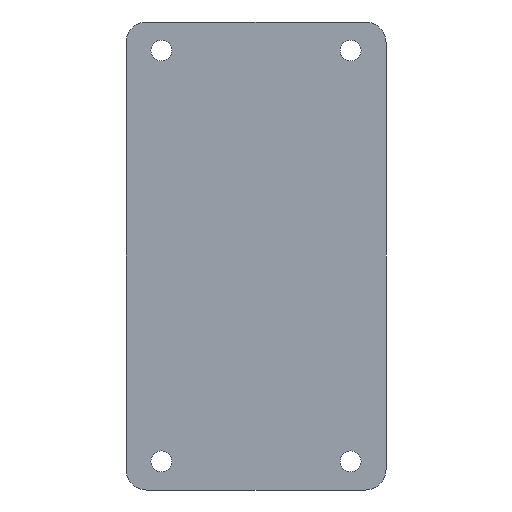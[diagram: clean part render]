
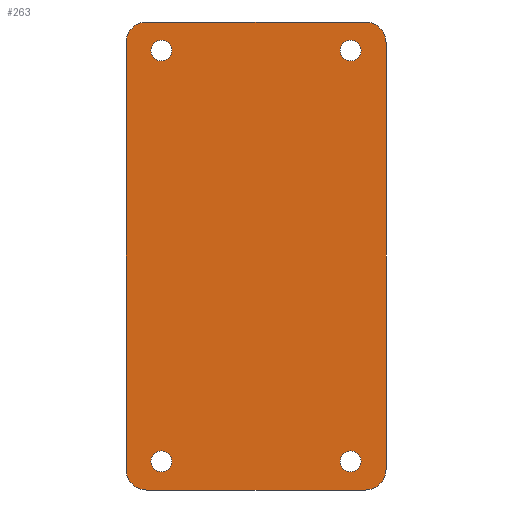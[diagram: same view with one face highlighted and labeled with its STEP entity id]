
A CAD part, front view. The second image highlights one B-rep face of the part: STEP entity #263.
In plain terms, the highlighted planar face has unit normal (0, -1, 0).
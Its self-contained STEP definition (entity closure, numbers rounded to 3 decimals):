
#15=FACE_BOUND('',#46,.T.);
#16=FACE_BOUND('',#47,.T.);
#17=FACE_BOUND('',#48,.T.);
#18=FACE_BOUND('',#49,.T.);
#24=PLANE('',#299);
#31=FACE_OUTER_BOUND('',#45,.T.);
#45=EDGE_LOOP('',(#189,#190,#191,#192,#193,#194,#195,#196));
#46=EDGE_LOOP('',(#197));
#47=EDGE_LOOP('',(#198));
#48=EDGE_LOOP('',(#199));
#49=EDGE_LOOP('',(#200));
#67=LINE('',#419,#87);
#70=LINE('',#425,#90);
#71=LINE('',#429,#91);
#72=LINE('',#433,#92);
#87=VECTOR('',#337,10.);
#90=VECTOR('',#342,10.);
#91=VECTOR('',#345,10.);
#92=VECTOR('',#348,10.);
#106=CIRCLE('',#297,2.);
#107=CIRCLE('',#300,2.);
#108=CIRCLE('',#301,2.);
#109=CIRCLE('',#302,2.);
#110=CIRCLE('',#303,1.);
#111=CIRCLE('',#304,1.);
#112=CIRCLE('',#305,1.);
#113=CIRCLE('',#306,1.);
#123=VERTEX_POINT('',#412);
#124=VERTEX_POINT('',#414);
#125=VERTEX_POINT('',#418);
#127=VERTEX_POINT('',#424);
#128=VERTEX_POINT('',#426);
#129=VERTEX_POINT('',#428);
#130=VERTEX_POINT('',#430);
#131=VERTEX_POINT('',#432);
#132=VERTEX_POINT('',#435);
#133=VERTEX_POINT('',#437);
#134=VERTEX_POINT('',#439);
#135=VERTEX_POINT('',#441);
#147=EDGE_CURVE('',#123,#124,#106,.T.);
#149=EDGE_CURVE('',#124,#125,#67,.T.);
#152=EDGE_CURVE('',#127,#123,#70,.T.);
#153=EDGE_CURVE('',#128,#127,#107,.T.);
#154=EDGE_CURVE('',#129,#128,#71,.T.);
#155=EDGE_CURVE('',#130,#129,#108,.T.);
#156=EDGE_CURVE('',#131,#130,#72,.T.);
#157=EDGE_CURVE('',#125,#131,#109,.T.);
#158=EDGE_CURVE('',#132,#132,#110,.T.);
#159=EDGE_CURVE('',#133,#133,#111,.T.);
#160=EDGE_CURVE('',#134,#134,#112,.T.);
#161=EDGE_CURVE('',#135,#135,#113,.T.);
#189=ORIENTED_EDGE('',*,*,#147,.F.);
#190=ORIENTED_EDGE('',*,*,#152,.F.);
#191=ORIENTED_EDGE('',*,*,#153,.F.);
#192=ORIENTED_EDGE('',*,*,#154,.F.);
#193=ORIENTED_EDGE('',*,*,#155,.F.);
#194=ORIENTED_EDGE('',*,*,#156,.F.);
#195=ORIENTED_EDGE('',*,*,#157,.F.);
#196=ORIENTED_EDGE('',*,*,#149,.F.);
#197=ORIENTED_EDGE('',*,*,#158,.F.);
#198=ORIENTED_EDGE('',*,*,#159,.F.);
#199=ORIENTED_EDGE('',*,*,#160,.F.);
#200=ORIENTED_EDGE('',*,*,#161,.F.);
#263=ADVANCED_FACE('',(#31,#15,#16,#17,#18),#24,.F.);
#297=AXIS2_PLACEMENT_3D('',#415,#332,#333);
#299=AXIS2_PLACEMENT_3D('',#423,#340,#341);
#300=AXIS2_PLACEMENT_3D('',#427,#343,#344);
#301=AXIS2_PLACEMENT_3D('',#431,#346,#347);
#302=AXIS2_PLACEMENT_3D('',#434,#349,#350);
#303=AXIS2_PLACEMENT_3D('',#436,#351,#352);
#304=AXIS2_PLACEMENT_3D('',#438,#353,#354);
#305=AXIS2_PLACEMENT_3D('',#440,#355,#356);
#306=AXIS2_PLACEMENT_3D('',#442,#357,#358);
#332=DIRECTION('center_axis',(0.,1.,0.));
#333=DIRECTION('ref_axis',(-0.707,0.,0.707));
#337=DIRECTION('',(1.,0.,0.));
#340=DIRECTION('center_axis',(0.,1.,0.));
#341=DIRECTION('ref_axis',(0.,0.,1.));
#342=DIRECTION('',(0.,0.,1.));
#343=DIRECTION('center_axis',(0.,1.,0.));
#344=DIRECTION('ref_axis',(-0.707,0.,-0.707));
#345=DIRECTION('',(-1.,0.,0.));
#346=DIRECTION('center_axis',(0.,1.,0.));
#347=DIRECTION('ref_axis',(0.707,0.,-0.707));
#348=DIRECTION('',(0.,0.,-1.));
#349=DIRECTION('center_axis',(0.,1.,0.));
#350=DIRECTION('ref_axis',(0.707,0.,0.707));
#351=DIRECTION('center_axis',(0.,-1.,0.));
#352=DIRECTION('ref_axis',(1.,0.,0.));
#353=DIRECTION('center_axis',(0.,-1.,0.));
#354=DIRECTION('ref_axis',(1.,0.,0.));
#355=DIRECTION('center_axis',(0.,-1.,0.));
#356=DIRECTION('ref_axis',(1.,0.,0.));
#357=DIRECTION('center_axis',(0.,-1.,0.));
#358=DIRECTION('ref_axis',(1.,0.,0.));
#412=CARTESIAN_POINT('',(-12.5,0.,20.5));
#414=CARTESIAN_POINT('',(-10.5,0.,22.5));
#415=CARTESIAN_POINT('Origin',(-10.5,0.,20.5));
#418=CARTESIAN_POINT('',(10.5,0.,22.5));
#419=CARTESIAN_POINT('',(-12.5,0.,22.5));
#423=CARTESIAN_POINT('Origin',(0.,0.,0.));
#424=CARTESIAN_POINT('',(-12.5,0.,-20.5));
#425=CARTESIAN_POINT('',(-12.5,0.,-22.5));
#426=CARTESIAN_POINT('',(-10.5,0.,-22.5));
#427=CARTESIAN_POINT('Origin',(-10.5,0.,-20.5));
#428=CARTESIAN_POINT('',(10.5,0.,-22.5));
#429=CARTESIAN_POINT('',(12.5,0.,-22.5));
#430=CARTESIAN_POINT('',(12.5,0.,-20.5));
#431=CARTESIAN_POINT('Origin',(10.5,0.,-20.5));
#432=CARTESIAN_POINT('',(12.5,0.,20.5));
#433=CARTESIAN_POINT('',(12.5,0.,22.5));
#434=CARTESIAN_POINT('Origin',(10.5,0.,20.5));
#435=CARTESIAN_POINT('',(8.1,0.,19.75));
#436=CARTESIAN_POINT('Origin',(9.1,0.,19.75));
#437=CARTESIAN_POINT('',(8.1,0.,-19.75));
#438=CARTESIAN_POINT('Origin',(9.1,0.,-19.75));
#439=CARTESIAN_POINT('',(-10.1,0.,-19.75));
#440=CARTESIAN_POINT('Origin',(-9.1,0.,-19.75));
#441=CARTESIAN_POINT('',(-10.1,0.,19.75));
#442=CARTESIAN_POINT('Origin',(-9.1,0.,19.75));
